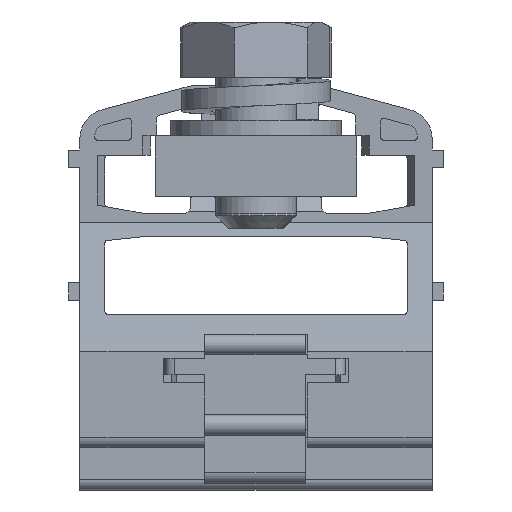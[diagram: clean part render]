
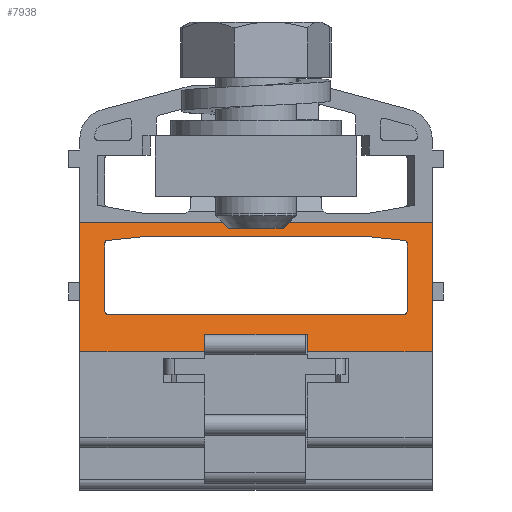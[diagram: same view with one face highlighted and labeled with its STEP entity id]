
A CAD part, front view. The second image highlights one B-rep face of the part: STEP entity #7938.
In plain terms, the highlighted planar face has unit normal (0, -0.966, 0.259).
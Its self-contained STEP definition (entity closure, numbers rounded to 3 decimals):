
#243=ELLIPSE('',#8743,0.259,0.25);
#244=ELLIPSE('',#8744,0.259,0.25);
#245=ELLIPSE('',#8745,0.259,0.25);
#246=ELLIPSE('',#8746,0.259,0.25);
#943=ORIENTED_EDGE('',*,*,#3285,.F.);
#944=ORIENTED_EDGE('',*,*,#3286,.T.);
#945=ORIENTED_EDGE('',*,*,#3287,.F.);
#946=ORIENTED_EDGE('',*,*,#3288,.T.);
#947=ORIENTED_EDGE('',*,*,#3289,.F.);
#948=ORIENTED_EDGE('',*,*,#3290,.T.);
#949=ORIENTED_EDGE('',*,*,#3291,.T.);
#950=ORIENTED_EDGE('',*,*,#3292,.F.);
#951=ORIENTED_EDGE('',*,*,#3293,.T.);
#952=ORIENTED_EDGE('',*,*,#3294,.T.);
#953=ORIENTED_EDGE('',*,*,#3219,.F.);
#954=ORIENTED_EDGE('',*,*,#3295,.T.);
#955=ORIENTED_EDGE('',*,*,#3296,.T.);
#956=ORIENTED_EDGE('',*,*,#3297,.T.);
#957=ORIENTED_EDGE('',*,*,#3215,.F.);
#958=ORIENTED_EDGE('',*,*,#3298,.T.);
#959=ORIENTED_EDGE('',*,*,#3130,.T.);
#960=ORIENTED_EDGE('',*,*,#3299,.F.);
#3130=EDGE_CURVE('',#4319,#4318,#5058,.T.);
#3215=EDGE_CURVE('',#4391,#4392,#5130,.T.);
#3219=EDGE_CURVE('',#4393,#4394,#5134,.T.);
#3285=EDGE_CURVE('',#4439,#4440,#5196,.T.);
#3286=EDGE_CURVE('',#4439,#4441,#243,.F.);
#3287=EDGE_CURVE('',#4442,#4441,#5197,.T.);
#3288=EDGE_CURVE('',#4442,#4443,#244,.F.);
#3289=EDGE_CURVE('',#4444,#4443,#5198,.T.);
#3290=EDGE_CURVE('',#4444,#4445,#245,.F.);
#3291=EDGE_CURVE('',#4445,#4446,#5199,.F.);
#3292=EDGE_CURVE('',#4447,#4446,#5200,.T.);
#3293=EDGE_CURVE('',#4447,#4448,#5201,.F.);
#3294=EDGE_CURVE('',#4448,#4440,#246,.F.);
#3295=EDGE_CURVE('',#4393,#4449,#5202,.T.);
#3296=EDGE_CURVE('',#4449,#4450,#5203,.T.);
#3297=EDGE_CURVE('',#4450,#4392,#5204,.T.);
#3298=EDGE_CURVE('',#4391,#4319,#5205,.T.);
#3299=EDGE_CURVE('',#4394,#4318,#5206,.T.);
#4318=VERTEX_POINT('',#11950);
#4319=VERTEX_POINT('',#11952);
#4391=VERTEX_POINT('',#12116);
#4392=VERTEX_POINT('',#12118);
#4393=VERTEX_POINT('',#12123);
#4394=VERTEX_POINT('',#12125);
#4439=VERTEX_POINT('',#12255);
#4440=VERTEX_POINT('',#12256);
#4441=VERTEX_POINT('',#12258);
#4442=VERTEX_POINT('',#12260);
#4443=VERTEX_POINT('',#12262);
#4444=VERTEX_POINT('',#12264);
#4445=VERTEX_POINT('',#12266);
#4446=VERTEX_POINT('',#12268);
#4447=VERTEX_POINT('',#12270);
#4448=VERTEX_POINT('',#12272);
#4449=VERTEX_POINT('',#12275);
#4450=VERTEX_POINT('',#12277);
#5058=LINE('',#11951,#5887);
#5130=LINE('',#12117,#5959);
#5134=LINE('',#12124,#5963);
#5196=LINE('',#12254,#6025);
#5197=LINE('',#12259,#6026);
#5198=LINE('',#12263,#6027);
#5199=LINE('',#12267,#6028);
#5200=LINE('',#12269,#6029);
#5201=LINE('',#12271,#6030);
#5202=LINE('',#12274,#6031);
#5203=LINE('',#12276,#6032);
#5204=LINE('',#12278,#6033);
#5205=LINE('',#12279,#6034);
#5206=LINE('',#12280,#6035);
#5887=VECTOR('',#9566,1000.);
#5959=VECTOR('',#9680,1000.);
#5963=VECTOR('',#9686,1000.);
#6025=VECTOR('',#9794,1000.);
#6026=VECTOR('',#9797,1000.);
#6027=VECTOR('',#9800,1000.);
#6028=VECTOR('',#9803,1000.);
#6029=VECTOR('',#9804,1000.);
#6030=VECTOR('',#9805,1000.);
#6031=VECTOR('',#9808,1000.);
#6032=VECTOR('',#9809,1000.);
#6033=VECTOR('',#9810,1000.);
#6034=VECTOR('',#9811,1000.);
#6035=VECTOR('',#9812,1000.);
#6648=EDGE_LOOP('',(#943,#944,#945,#946,#947,#948,#949,#950,#951,#952));
#6649=EDGE_LOOP('',(#953,#954,#955,#956,#957,#958,#959,#960));
#7155=FACE_BOUND('',#6648,.T.);
#7156=FACE_BOUND('',#6649,.T.);
#7651=PLANE('',#8742);
#7938=ADVANCED_FACE('',(#7155,#7156),#7651,.T.);
#8742=AXIS2_PLACEMENT_3D('',#12253,#9792,#9793);
#8743=AXIS2_PLACEMENT_3D('',#12257,#9795,#9796);
#8744=AXIS2_PLACEMENT_3D('',#12261,#9798,#9799);
#8745=AXIS2_PLACEMENT_3D('',#12265,#9801,#9802);
#8746=AXIS2_PLACEMENT_3D('',#12273,#9806,#9807);
#9566=DIRECTION('',(-1.,0.,0.));
#9680=DIRECTION('',(-1.,0.,0.));
#9686=DIRECTION('',(-1.,0.,0.));
#9792=DIRECTION('',(0.,-0.966,0.259));
#9793=DIRECTION('',(0.,-0.259,-0.966));
#9794=DIRECTION('',(0.,0.259,0.966));
#9795=DIRECTION('',(0.,-0.966,0.259));
#9796=DIRECTION('',(0.,-0.259,-0.966));
#9797=DIRECTION('',(1.,0.,0.));
#9798=DIRECTION('',(0.,-0.966,0.259));
#9799=DIRECTION('',(0.,-0.259,-0.966));
#9800=DIRECTION('',(0.,-0.259,-0.966));
#9801=DIRECTION('',(0.,-0.966,0.259));
#9802=DIRECTION('',(0.,-0.259,-0.966));
#9803=DIRECTION('',(-0.994,-0.028,-0.104));
#9804=DIRECTION('',(-1.,0.,0.));
#9805=DIRECTION('',(-0.994,0.028,0.104));
#9806=DIRECTION('',(0.,-0.966,0.259));
#9807=DIRECTION('',(0.,0.259,0.966));
#9808=DIRECTION('',(0.,0.259,0.966));
#9809=DIRECTION('',(1.,0.,0.));
#9810=DIRECTION('',(0.,-0.259,-0.966));
#9811=DIRECTION('',(0.,0.259,0.966));
#9812=DIRECTION('',(0.,0.259,0.966));
#11950=CARTESIAN_POINT('',(-17.5,-20.,-13.6));
#11951=CARTESIAN_POINT('',(17.5,-20.,-13.6));
#11952=CARTESIAN_POINT('',(17.5,-20.,-13.6));
#12116=CARTESIAN_POINT('',(17.5,-23.45,-26.476));
#12117=CARTESIAN_POINT('',(17.5,-23.45,-26.476));
#12118=CARTESIAN_POINT('',(5.1,-23.45,-26.476));
#12123=CARTESIAN_POINT('',(-5.1,-23.45,-26.476));
#12124=CARTESIAN_POINT('',(17.5,-23.45,-26.476));
#12125=CARTESIAN_POINT('',(-17.5,-23.45,-26.476));
#12253=CARTESIAN_POINT('',(17.5,-23.45,-26.476));
#12254=CARTESIAN_POINT('',(15.,-23.45,-26.476));
#12255=CARTESIAN_POINT('',(15.,-22.385,-22.5));
#12256=CARTESIAN_POINT('',(15.,-20.553,-15.663));
#12257=CARTESIAN_POINT('',(14.75,-22.385,-22.5));
#12258=CARTESIAN_POINT('',(14.75,-22.452,-22.75));
#12259=CARTESIAN_POINT('',(17.5,-22.452,-22.75));
#12260=CARTESIAN_POINT('',(-14.75,-22.452,-22.75));
#12261=CARTESIAN_POINT('',(-14.75,-22.385,-22.5));
#12262=CARTESIAN_POINT('',(-15.,-22.385,-22.5));
#12263=CARTESIAN_POINT('',(-15.,-23.45,-26.476));
#12264=CARTESIAN_POINT('',(-15.,-20.553,-15.663));
#12265=CARTESIAN_POINT('',(-14.75,-20.553,-15.663));
#12266=CARTESIAN_POINT('',(-14.776,-20.486,-15.414));
#12267=CARTESIAN_POINT('',(-12.291,-20.416,-15.153));
#12268=CARTESIAN_POINT('',(-11.,-20.38,-15.017));
#12269=CARTESIAN_POINT('',(17.5,-20.38,-15.017));
#12270=CARTESIAN_POINT('',(11.,-20.38,-15.017));
#12271=CARTESIAN_POINT('',(16.288,-20.529,-15.573));
#12272=CARTESIAN_POINT('',(14.776,-20.486,-15.414));
#12273=CARTESIAN_POINT('',(14.75,-20.553,-15.663));
#12274=CARTESIAN_POINT('',(-5.1,-23.45,-26.476));
#12275=CARTESIAN_POINT('',(-5.1,-22.988,-24.75));
#12276=CARTESIAN_POINT('',(17.5,-22.988,-24.75));
#12277=CARTESIAN_POINT('',(5.1,-22.988,-24.75));
#12278=CARTESIAN_POINT('',(5.1,-23.45,-26.476));
#12279=CARTESIAN_POINT('',(17.5,-23.45,-26.476));
#12280=CARTESIAN_POINT('',(-17.5,-23.45,-26.476));
